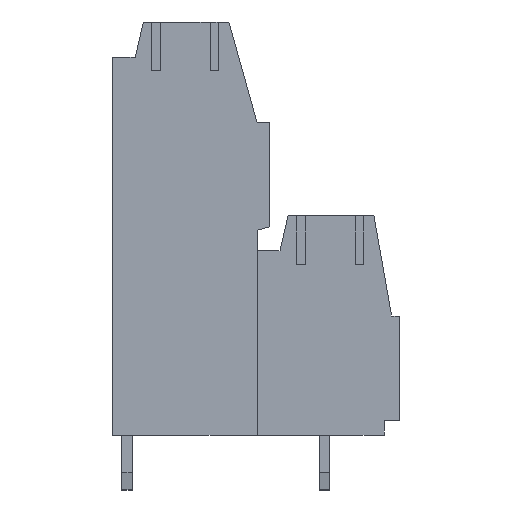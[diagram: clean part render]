
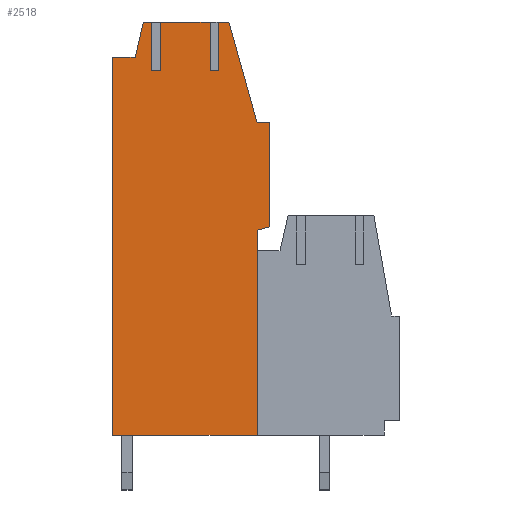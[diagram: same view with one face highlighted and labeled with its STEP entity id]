
A CAD part, left-side view. The second image highlights one B-rep face of the part: STEP entity #2518.
In plain terms, the highlighted planar face has unit normal (-1, 0, 0).
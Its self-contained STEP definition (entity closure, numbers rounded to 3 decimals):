
#2386=AXIS2_PLACEMENT_3D('Plane Axis2P3D',#2383,#2384,#2385) ;
#1877=CARTESIAN_POINT('Vertex',(0.,8.3,3.2)) ;
#1880=CARTESIAN_POINT('Line Origine',(0.,12.525,3.2)) ;
#1884=CARTESIAN_POINT('Vertex',(0.,16.75,3.2)) ;
#2179=CARTESIAN_POINT('Vertex',(0.,8.3,15.15)) ;
#2182=CARTESIAN_POINT('Line Origine',(0.,8.3,9.175)) ;
#2383=CARTESIAN_POINT('Axis2P3D Location',(0.,0.,0.)) ;
#2388=CARTESIAN_POINT('Line Origine',(0.,12.5,27.3)) ;
#2392=CARTESIAN_POINT('Vertex',(0.,11.05,27.3)) ;
#2394=CARTESIAN_POINT('Vertex',(0.,13.95,27.3)) ;
#2397=CARTESIAN_POINT('Line Origine',(0.,13.95,25.875)) ;
#2401=CARTESIAN_POINT('Vertex',(0.,13.95,24.45)) ;
#2404=CARTESIAN_POINT('Line Origine',(0.,14.2,24.45)) ;
#2408=CARTESIAN_POINT('Vertex',(0.,14.45,24.45)) ;
#2411=CARTESIAN_POINT('Line Origine',(0.,14.45,25.875)) ;
#2415=CARTESIAN_POINT('Vertex',(0.,14.45,27.3)) ;
#2418=CARTESIAN_POINT('Line Origine',(0.,14.7,27.3)) ;
#2422=CARTESIAN_POINT('Vertex',(0.,14.95,27.3)) ;
#2425=CARTESIAN_POINT('Line Origine',(0.,15.188,26.275)) ;
#2429=CARTESIAN_POINT('Vertex',(0.,15.425,25.25)) ;
#2432=CARTESIAN_POINT('Line Origine',(0.,16.088,25.25)) ;
#2436=CARTESIAN_POINT('Vertex',(0.,16.75,25.25)) ;
#2439=CARTESIAN_POINT('Line Origine',(0.,16.75,14.225)) ;
#2444=CARTESIAN_POINT('Line Origine',(0.,7.95,15.25)) ;
#2448=CARTESIAN_POINT('Vertex',(0.,7.6,15.35)) ;
#2451=CARTESIAN_POINT('Line Origine',(0.,7.6,18.4)) ;
#2455=CARTESIAN_POINT('Vertex',(0.,7.6,21.45)) ;
#2458=CARTESIAN_POINT('Line Origine',(0.,7.956,21.45)) ;
#2462=CARTESIAN_POINT('Vertex',(0.,8.311,21.45)) ;
#2465=CARTESIAN_POINT('Line Origine',(0.,9.131,24.375)) ;
#2469=CARTESIAN_POINT('Vertex',(0.,9.95,27.3)) ;
#2472=CARTESIAN_POINT('Line Origine',(0.,10.25,27.3)) ;
#2476=CARTESIAN_POINT('Vertex',(0.,10.55,27.3)) ;
#2479=CARTESIAN_POINT('Line Origine',(0.,10.55,25.875)) ;
#2483=CARTESIAN_POINT('Vertex',(0.,10.55,24.45)) ;
#2486=CARTESIAN_POINT('Line Origine',(0.,10.8,24.45)) ;
#2490=CARTESIAN_POINT('Vertex',(0.,11.05,24.45)) ;
#2493=CARTESIAN_POINT('Line Origine',(0.,11.05,25.875)) ;
#1881=DIRECTION('Vector Direction',(0.,1.,0.)) ;
#2183=DIRECTION('Vector Direction',(0.,0.,1.)) ;
#2384=DIRECTION('Axis2P3D Direction',(-1.,0.,0.)) ;
#2385=DIRECTION('Axis2P3D XDirection',(0.,0.,1.)) ;
#2389=DIRECTION('Vector Direction',(0.,-1.,0.)) ;
#2398=DIRECTION('Vector Direction',(0.,0.,1.)) ;
#2405=DIRECTION('Vector Direction',(0.,1.,0.)) ;
#2412=DIRECTION('Vector Direction',(0.,0.,1.)) ;
#2419=DIRECTION('Vector Direction',(0.,-1.,0.)) ;
#2426=DIRECTION('Vector Direction',(0.,-0.226,0.974)) ;
#2433=DIRECTION('Vector Direction',(0.,-1.,0.)) ;
#2440=DIRECTION('Vector Direction',(0.,0.,1.)) ;
#2445=DIRECTION('Vector Direction',(0.,0.962,-0.275)) ;
#2452=DIRECTION('Vector Direction',(0.,0.,-1.)) ;
#2459=DIRECTION('Vector Direction',(0.,-1.,0.)) ;
#2466=DIRECTION('Vector Direction',(0.,-0.27,-0.963)) ;
#2473=DIRECTION('Vector Direction',(0.,-1.,0.)) ;
#2480=DIRECTION('Vector Direction',(0.,0.,1.)) ;
#2487=DIRECTION('Vector Direction',(0.,1.,0.)) ;
#2494=DIRECTION('Vector Direction',(0.,0.,1.)) ;
#1882=VECTOR('Line Direction',#1881,1.) ;
#2184=VECTOR('Line Direction',#2183,1.) ;
#2390=VECTOR('Line Direction',#2389,1.) ;
#2399=VECTOR('Line Direction',#2398,1.) ;
#2406=VECTOR('Line Direction',#2405,1.) ;
#2413=VECTOR('Line Direction',#2412,1.) ;
#2420=VECTOR('Line Direction',#2419,1.) ;
#2427=VECTOR('Line Direction',#2426,1.) ;
#2434=VECTOR('Line Direction',#2433,1.) ;
#2441=VECTOR('Line Direction',#2440,1.) ;
#2446=VECTOR('Line Direction',#2445,1.) ;
#2453=VECTOR('Line Direction',#2452,1.) ;
#2460=VECTOR('Line Direction',#2459,1.) ;
#2467=VECTOR('Line Direction',#2466,1.) ;
#2474=VECTOR('Line Direction',#2473,1.) ;
#2481=VECTOR('Line Direction',#2480,1.) ;
#2488=VECTOR('Line Direction',#2487,1.) ;
#2495=VECTOR('Line Direction',#2494,1.) ;
#2499=ORIENTED_EDGE('',*,*,#2396,.T.) ;
#2500=ORIENTED_EDGE('',*,*,#2403,.F.) ;
#2501=ORIENTED_EDGE('',*,*,#2410,.F.) ;
#2502=ORIENTED_EDGE('',*,*,#2417,.T.) ;
#2503=ORIENTED_EDGE('',*,*,#2424,.T.) ;
#2504=ORIENTED_EDGE('',*,*,#2431,.T.) ;
#2505=ORIENTED_EDGE('',*,*,#2438,.T.) ;
#2506=ORIENTED_EDGE('',*,*,#2443,.T.) ;
#2507=ORIENTED_EDGE('',*,*,#1886,.T.) ;
#2508=ORIENTED_EDGE('',*,*,#2186,.F.) ;
#2509=ORIENTED_EDGE('',*,*,#2450,.T.) ;
#2510=ORIENTED_EDGE('',*,*,#2457,.T.) ;
#2511=ORIENTED_EDGE('',*,*,#2464,.T.) ;
#2512=ORIENTED_EDGE('',*,*,#2471,.T.) ;
#2513=ORIENTED_EDGE('',*,*,#2478,.T.) ;
#2514=ORIENTED_EDGE('',*,*,#2485,.F.) ;
#2515=ORIENTED_EDGE('',*,*,#2492,.F.) ;
#2516=ORIENTED_EDGE('',*,*,#2497,.T.) ;
#2518=ADVANCED_FACE('_LM2N 3.5/06/90 3.2 OR 1703710000',(#2517),#2387,.T.) ;
#1886=EDGE_CURVE('',#1885,#1878,#1883,.F.) ;
#2186=EDGE_CURVE('',#2180,#1878,#2185,.F.) ;
#2396=EDGE_CURVE('',#2393,#2395,#2391,.F.) ;
#2403=EDGE_CURVE('',#2402,#2395,#2400,.T.) ;
#2410=EDGE_CURVE('',#2409,#2402,#2407,.F.) ;
#2417=EDGE_CURVE('',#2409,#2416,#2414,.T.) ;
#2424=EDGE_CURVE('',#2416,#2423,#2421,.F.) ;
#2431=EDGE_CURVE('',#2423,#2430,#2428,.F.) ;
#2438=EDGE_CURVE('',#2430,#2437,#2435,.F.) ;
#2443=EDGE_CURVE('',#2437,#1885,#2442,.F.) ;
#2450=EDGE_CURVE('',#2180,#2449,#2447,.F.) ;
#2457=EDGE_CURVE('',#2449,#2456,#2454,.F.) ;
#2464=EDGE_CURVE('',#2456,#2463,#2461,.F.) ;
#2471=EDGE_CURVE('',#2463,#2470,#2468,.F.) ;
#2478=EDGE_CURVE('',#2470,#2477,#2475,.F.) ;
#2485=EDGE_CURVE('',#2484,#2477,#2482,.T.) ;
#2492=EDGE_CURVE('',#2491,#2484,#2489,.F.) ;
#2497=EDGE_CURVE('',#2491,#2393,#2496,.T.) ;
#2498=EDGE_LOOP('',(#2499,#2500,#2501,#2502,#2503,#2504,#2505,#2506,#2507,#2508,#2509,#2510,#2511,#2512,#2513,#2514,#2515,#2516)) ;
#2517=FACE_OUTER_BOUND('',#2498,.T.) ;
#1883=LINE('Line',#1880,#1882) ;
#2185=LINE('Line',#2182,#2184) ;
#2391=LINE('Line',#2388,#2390) ;
#2400=LINE('Line',#2397,#2399) ;
#2407=LINE('Line',#2404,#2406) ;
#2414=LINE('Line',#2411,#2413) ;
#2421=LINE('Line',#2418,#2420) ;
#2428=LINE('Line',#2425,#2427) ;
#2435=LINE('Line',#2432,#2434) ;
#2442=LINE('Line',#2439,#2441) ;
#2447=LINE('Line',#2444,#2446) ;
#2454=LINE('Line',#2451,#2453) ;
#2461=LINE('Line',#2458,#2460) ;
#2468=LINE('Line',#2465,#2467) ;
#2475=LINE('Line',#2472,#2474) ;
#2482=LINE('Line',#2479,#2481) ;
#2489=LINE('Line',#2486,#2488) ;
#2496=LINE('Line',#2493,#2495) ;
#2387=PLANE('',#2386) ;
#1878=VERTEX_POINT('',#1877) ;
#1885=VERTEX_POINT('',#1884) ;
#2180=VERTEX_POINT('',#2179) ;
#2393=VERTEX_POINT('',#2392) ;
#2395=VERTEX_POINT('',#2394) ;
#2402=VERTEX_POINT('',#2401) ;
#2409=VERTEX_POINT('',#2408) ;
#2416=VERTEX_POINT('',#2415) ;
#2423=VERTEX_POINT('',#2422) ;
#2430=VERTEX_POINT('',#2429) ;
#2437=VERTEX_POINT('',#2436) ;
#2449=VERTEX_POINT('',#2448) ;
#2456=VERTEX_POINT('',#2455) ;
#2463=VERTEX_POINT('',#2462) ;
#2470=VERTEX_POINT('',#2469) ;
#2477=VERTEX_POINT('',#2476) ;
#2484=VERTEX_POINT('',#2483) ;
#2491=VERTEX_POINT('',#2490) ;
